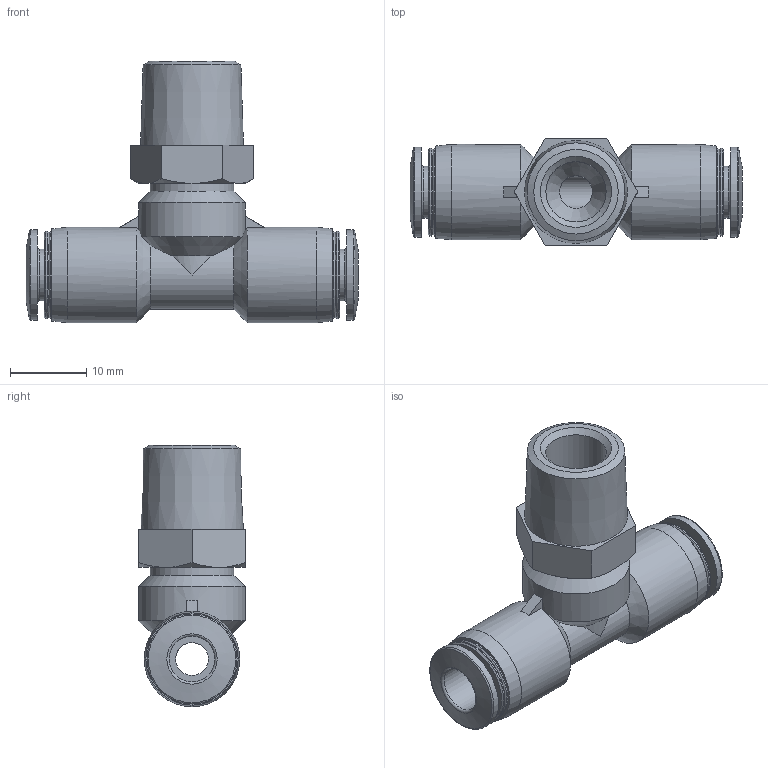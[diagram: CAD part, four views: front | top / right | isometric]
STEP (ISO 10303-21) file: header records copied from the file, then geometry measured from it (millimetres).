
FILE_DESCRIPTION(/* description */ ('STEP AP214'),/* implementation_level */ '2;1');
FILE_NAME(/* name */ '130796_QST-1_4-6-100',/* time_stamp */ '2024-09-14T16:26:13+02:00',/* author */ ('License CC BY-ND 4.0'),/* organization */ ('CADENAS'),/* preprocessor_version */ 'ST-DEVELOPER v19.3',/* originating_system */ 'PARTsolutions',/* authorisation */ ' ');
FILE_SCHEMA (('MODEL_BASED_INTEGRATED_MANUFACTURING_SCHEMA','AP242_MANAGED_MODEL_BASED_3D_ENGINEERING_MIM_LF { 1 0 10303 442 3 1 4 }','AUTOMOTIVE_DESIGN {1 0 10303 214 3 1 1}'));
Length unit declared in the file: millimetre
Products named in the file (1): 130796 QST-1/4-6-100
Bounding box: 43.5 x 14 x 34.25 mm (x, y, z)
Volume: 5834.5 mm3; surface area: 4420 mm2
Topology: 1 solids, 1 shells, 74 faces, 165 edges, 101 vertices
Faces by surface type: cone 25, plane 23, cylinder 20, torus 6
Full cylindrical faces by diameter (mm): 4.3 x2, 6 x2, 6.8 x2, 7.894 x1, 11 x1, 11.5 x4, 11.8 x2, 12.5 x2, 14 x1
Entity records: 2389 total; most frequent: CARTESIAN_POINT 379, DIRECTION 314, ORIENTED_EDGE 244, AXIS2_PLACEMENT_3D 145, EDGE_LOOP 124, FACE_BOUND 124, EDGE_CURVE 122, VERTEX_POINT 96
